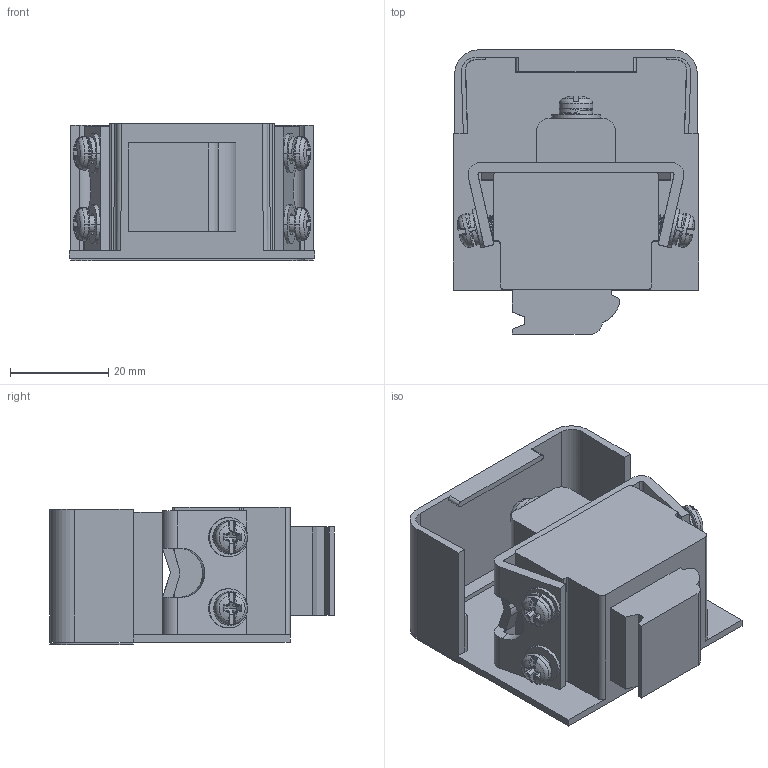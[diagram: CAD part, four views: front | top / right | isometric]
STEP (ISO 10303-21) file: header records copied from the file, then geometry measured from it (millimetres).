
FILE_DESCRIPTION((''),'2;1');
FILE_NAME('JM1-2_5_ASM','2023-11-28T',('dell'),(''),'PRO/ENGINEER BY PARAMETRIC TECHNOLOGY CORPORATION, 2013230','PRO/ENGINEER BY PARAMETRIC TECHNOLOGY CORPORATION, 2013230','');
FILE_SCHEMA(('AUTOMOTIVE_DESIGN { 1 0 10303 214 1 1 1 1 }'));
Products named in the file (9): MANIFOLD_SOLID_BREP_39591_AF0; MANIFOLD_SOLID_BREP_40499_AF0; MANIFOLD_SOLID_BREP_41407_AF0; MANIFOLD_SOLID_BREP_42736_AF0; MANIFOLD_SOLID_BREP_44065_AF0; MANIFOLD_SOLID_BREP_45394_AF0; MANIFOLD_SOLID_BREP_46723_AF0; JM1-2-5_ASM_1_AF0_ASM; JM1-2_5_ASM
Assembly tree (8 placements, depth 3):
  JM1-2_5_ASM
    JM1-2-5_ASM_1_AF0_ASM
      MANIFOLD_SOLID_BREP_39591_AF0
      MANIFOLD_SOLID_BREP_40499_AF0
      MANIFOLD_SOLID_BREP_41407_AF0
      MANIFOLD_SOLID_BREP_42736_AF0
      MANIFOLD_SOLID_BREP_44065_AF0
      MANIFOLD_SOLID_BREP_45394_AF0
      MANIFOLD_SOLID_BREP_46723_AF0
Bounding box: 50 x 58 x 28 mm (x, y, z)
Volume: 37650.3 mm3; surface area: 17634.7 mm2
Topology: 8 solids, 8 shells, 708 faces, 2052 edges, 1359 vertices
Faces by surface type: plane 208, cylinder 201, bspline 180, torus 52, cone 38, extrusion 17, sphere 12
Entity records: 40380 total; most frequent: CARTESIAN_POINT 22932, ORIENTED_EDGE 4080, DIRECTION 2745, EDGE_CURVE 2040, VERTEX_POINT 1359, AXIS2_PLACEMENT_3D 1028, B_SPLINE_CURVE_WITH_KNOTS 892, EDGE_LOOP 747
